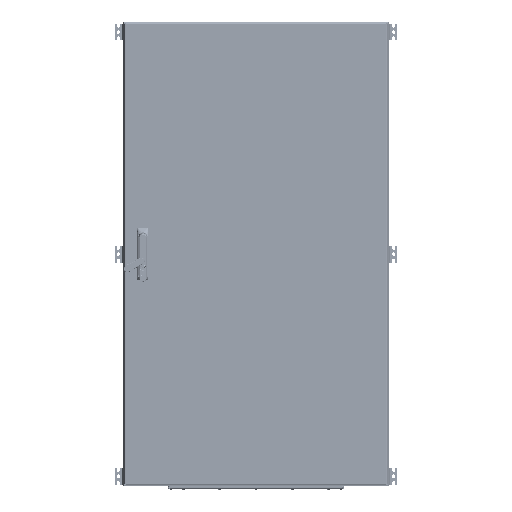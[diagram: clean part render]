
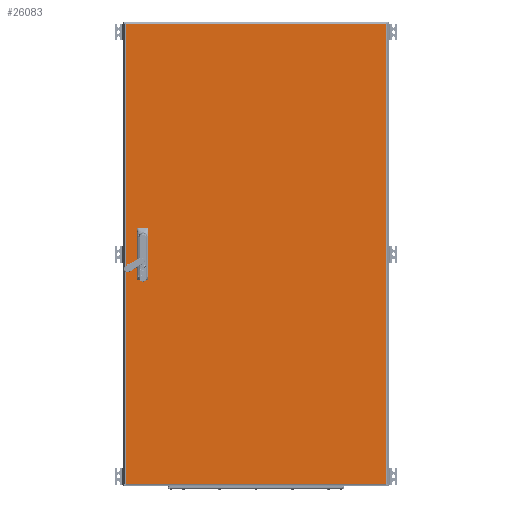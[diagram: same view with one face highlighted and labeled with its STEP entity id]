
A CAD part, top view. The second image highlights one B-rep face of the part: STEP entity #26083.
In plain terms, the highlighted planar face has unit normal (0, 0, 1).
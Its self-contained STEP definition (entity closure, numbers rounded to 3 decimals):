
#1459 = ORIENTED_EDGE ( 'NONE', *, *, #118318, .T. ) ;
#3093 = DIRECTION ( 'NONE',  ( 0., -1., 0. ) ) ;
#4587 = CARTESIAN_POINT ( 'NONE',  ( -393., 693., 0. ) ) ;
#4693 = DIRECTION ( 'NONE',  ( 0., 1., 0. ) ) ;
#6150 = CARTESIAN_POINT ( 'NONE',  ( -328.8, 0., 0. ) ) ;
#8983 = EDGE_CURVE ( 'NONE', #73862, #141263, #99250, .T. ) ;
#12130 = VERTEX_POINT ( 'NONE', #107848 ) ;
#12408 = CARTESIAN_POINT ( 'NONE',  ( -394.293, -693., 0. ) ) ;
#12632 = DIRECTION ( 'NONE',  ( -1., 0., 0. ) ) ;
#14368 = ORIENTED_EDGE ( 'NONE', *, *, #186788, .T. ) ;
#14880 = VECTOR ( 'NONE', #107283, 1000. ) ;
#17057 = LINE ( 'NONE', #62678, #129172 ) ;
#17241 = ORIENTED_EDGE ( 'NONE', *, *, #74999, .T. ) ;
#26083 = ADVANCED_FACE ( 'NONE', ( #43641, #167415, #164482 ), #92110, .F. ) ;
#26876 = VERTEX_POINT ( 'NONE', #95546 ) ;
#31661 = DIRECTION ( 'NONE',  ( -1., 0., 0. ) ) ;
#32630 = EDGE_CURVE ( 'NONE', #125484, #89298, #122156, .T. ) ;
#33578 = DIRECTION ( 'NONE',  ( 0., 1., 0. ) ) ;
#38635 = EDGE_CURVE ( 'NONE', #106798, #74790, #71803, .T. ) ;
#41391 = VECTOR ( 'NONE', #100526, 1000. ) ;
#43641 = FACE_BOUND ( 'NONE', #149089, .T. ) ;
#44598 = DIRECTION ( 'NONE',  ( 0., 0., -1. ) ) ;
#44788 = LINE ( 'NONE', #181449, #50345 ) ;
#45481 = CARTESIAN_POINT ( 'NONE',  ( -328.8, -75., 0. ) ) ;
#45566 = CARTESIAN_POINT ( 'NONE',  ( 0., 0., 0. ) ) ;
#46808 = DIRECTION ( 'NONE',  ( 0., -1., 0. ) ) ;
#49476 = EDGE_CURVE ( 'NONE', #141263, #152400, #86014, .T. ) ;
#50032 = VECTOR ( 'NONE', #4693, 1000. ) ;
#50345 = VECTOR ( 'NONE', #3093, 1000. ) ;
#51142 = ORIENTED_EDGE ( 'NONE', *, *, #62608, .F. ) ;
#53697 = DIRECTION ( 'NONE',  ( 0., -1., 0. ) ) ;
#54191 = LINE ( 'NONE', #175025, #50032 ) ;
#62608 = EDGE_CURVE ( 'NONE', #12130, #152400, #17057, .T. ) ;
#62678 = CARTESIAN_POINT ( 'NONE',  ( -353.8, 0., 0. ) ) ;
#63799 = ORIENTED_EDGE ( 'NONE', *, *, #49476, .T. ) ;
#64126 = LINE ( 'NONE', #184927, #159524 ) ;
#66783 = CARTESIAN_POINT ( 'NONE',  ( 393., 693., 0. ) ) ;
#68282 = CARTESIAN_POINT ( 'NONE',  ( -353.8, -75., 0. ) ) ;
#69932 = VECTOR ( 'NONE', #12632, 1000. ) ;
#71559 = VECTOR ( 'NONE', #120762, 1000. ) ;
#71803 = LINE ( 'NONE', #117311, #41391 ) ;
#73862 = VERTEX_POINT ( 'NONE', #179018 ) ;
#74790 = VERTEX_POINT ( 'NONE', #4587 ) ;
#74999 = EDGE_CURVE ( 'NONE', #195786, #188891, #191758, .T. ) ;
#75080 = DIRECTION ( 'NONE',  ( -1., 0., 0. ) ) ;
#80872 = EDGE_CURVE ( 'NONE', #26876, #81703, #148419, .T. ) ;
#81703 = VERTEX_POINT ( 'NONE', #68282 ) ;
#82700 = ORIENTED_EDGE ( 'NONE', *, *, #166881, .F. ) ;
#86014 = LINE ( 'NONE', #129643, #69932 ) ;
#87841 = ORIENTED_EDGE ( 'NONE', *, *, #38635, .T. ) ;
#87858 = ORIENTED_EDGE ( 'NONE', *, *, #8983, .T. ) ;
#89298 = VERTEX_POINT ( 'NONE', #98196 ) ;
#90211 = EDGE_LOOP ( 'NONE', ( #17241, #14368, #87841, #1459 ) ) ;
#90532 = ORIENTED_EDGE ( 'NONE', *, *, #163782, .F. ) ;
#90763 = VECTOR ( 'NONE', #33578, 1000. ) ;
#90942 = CARTESIAN_POINT ( 'NONE',  ( -353.8, 25., 0. ) ) ;
#92110 = PLANE ( 'NONE',  #181066 ) ;
#92215 = VECTOR ( 'NONE', #117435, 1000. ) ;
#95546 = CARTESIAN_POINT ( 'NONE',  ( -328.8, -75., 0. ) ) ;
#98196 = CARTESIAN_POINT ( 'NONE',  ( -353.8, -25., 0. ) ) ;
#99250 = LINE ( 'NONE', #6150, #106911 ) ;
#100526 = DIRECTION ( 'NONE',  ( -1., 0., 0. ) ) ;
#106798 = VERTEX_POINT ( 'NONE', #66783 ) ;
#106911 = VECTOR ( 'NONE', #53697, 1000. ) ;
#107283 = DIRECTION ( 'NONE',  ( -1., 0., 0. ) ) ;
#107848 = CARTESIAN_POINT ( 'NONE',  ( -353.8, 75., 0. ) ) ;
#117311 = CARTESIAN_POINT ( 'NONE',  ( 394.293, 693., 0. ) ) ;
#117435 = DIRECTION ( 'NONE',  ( 1., 0., 0. ) ) ;
#118318 = EDGE_CURVE ( 'NONE', #74790, #195786, #44788, .T. ) ;
#120762 = DIRECTION ( 'NONE',  ( 0., 1., 0. ) ) ;
#122156 = LINE ( 'NONE', #166758, #14880 ) ;
#123760 = LINE ( 'NONE', #169309, #90763 ) ;
#124074 = CARTESIAN_POINT ( 'NONE',  ( -328.8, -25., 0. ) ) ;
#125484 = VERTEX_POINT ( 'NONE', #124074 ) ;
#129172 = VECTOR ( 'NONE', #46808, 1000. ) ;
#129643 = CARTESIAN_POINT ( 'NONE',  ( 0., 25., 0. ) ) ;
#132834 = CARTESIAN_POINT ( 'NONE',  ( -328.8, 25., 0. ) ) ;
#137178 = CARTESIAN_POINT ( 'NONE',  ( -393., -693., 0. ) ) ;
#141263 = VERTEX_POINT ( 'NONE', #132834 ) ;
#143884 = CARTESIAN_POINT ( 'NONE',  ( 393., -693., 0. ) ) ;
#148419 = LINE ( 'NONE', #162265, #162632 ) ;
#149089 = EDGE_LOOP ( 'NONE', ( #51142, #90532, #87858, #63799 ) ) ;
#150606 = ORIENTED_EDGE ( 'NONE', *, *, #80872, .T. ) ;
#152400 = VERTEX_POINT ( 'NONE', #90942 ) ;
#153697 = ORIENTED_EDGE ( 'NONE', *, *, #32630, .F. ) ;
#159524 = VECTOR ( 'NONE', #75080, 1000. ) ;
#160335 = DIRECTION ( 'NONE',  ( -1., 0., 0. ) ) ;
#162265 = CARTESIAN_POINT ( 'NONE',  ( -328.8, -75., 0. ) ) ;
#162632 = VECTOR ( 'NONE', #160335, 1000. ) ;
#163782 = EDGE_CURVE ( 'NONE', #73862, #12130, #64126, .T. ) ;
#164482 = FACE_BOUND ( 'NONE', #179388, .T. ) ;
#166758 = CARTESIAN_POINT ( 'NONE',  ( -328.8, -25., 0. ) ) ;
#166881 = EDGE_CURVE ( 'NONE', #26876, #125484, #182158, .T. ) ;
#167415 = FACE_OUTER_BOUND ( 'NONE', #90211, .T. ) ;
#168128 = EDGE_CURVE ( 'NONE', #81703, #89298, #123760, .T. ) ;
#169309 = CARTESIAN_POINT ( 'NONE',  ( -353.8, -75., 0. ) ) ;
#172050 = ORIENTED_EDGE ( 'NONE', *, *, #168128, .T. ) ;
#175025 = CARTESIAN_POINT ( 'NONE',  ( 393., -694.293, 0. ) ) ;
#179018 = CARTESIAN_POINT ( 'NONE',  ( -328.8, 75., 0. ) ) ;
#179388 = EDGE_LOOP ( 'NONE', ( #150606, #172050, #153697, #82700 ) ) ;
#181066 = AXIS2_PLACEMENT_3D ( 'NONE', #45566, #44598, #31661 ) ;
#181449 = CARTESIAN_POINT ( 'NONE',  ( -393., 694.293, 0. ) ) ;
#182158 = LINE ( 'NONE', #45481, #71559 ) ;
#184927 = CARTESIAN_POINT ( 'NONE',  ( 0., 75., 0. ) ) ;
#186788 = EDGE_CURVE ( 'NONE', #188891, #106798, #54191, .T. ) ;
#188891 = VERTEX_POINT ( 'NONE', #143884 ) ;
#191758 = LINE ( 'NONE', #12408, #92215 ) ;
#195786 = VERTEX_POINT ( 'NONE', #137178 ) ;
